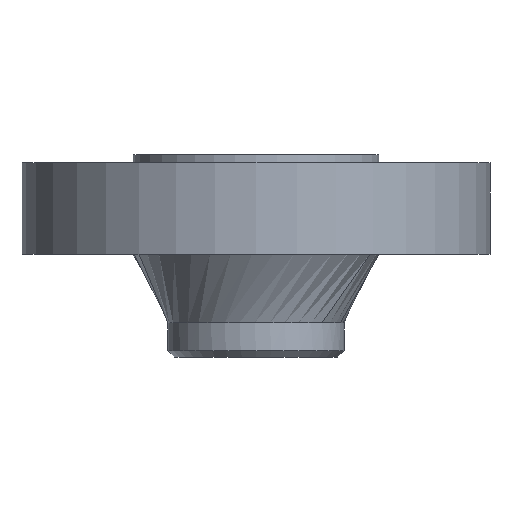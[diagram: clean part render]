
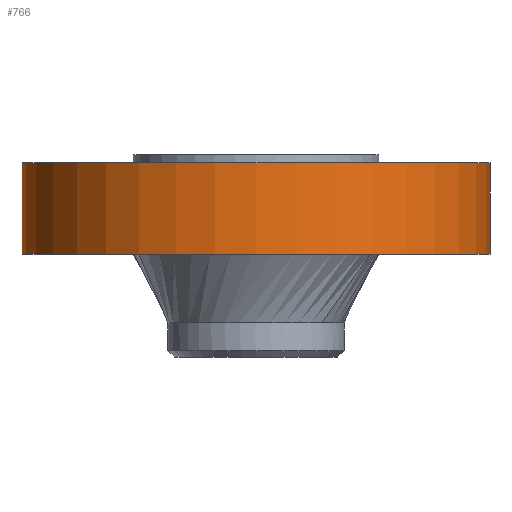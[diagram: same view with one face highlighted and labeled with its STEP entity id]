
A CAD part, front view. The second image highlights one B-rep face of the part: STEP entity #766.
In plain terms, the highlighted cylindrical face has radius 187.325 mm (diameter 374.65 mm), a partial arc.
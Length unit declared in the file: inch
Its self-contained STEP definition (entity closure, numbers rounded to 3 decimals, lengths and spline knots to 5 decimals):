
#17 = EDGE_CURVE ( 'NONE', #956, #59, #470, .T. ) ;
#59 = VERTEX_POINT ( 'NONE', #736 ) ;
#100 = DIRECTION ( 'NONE',  ( 1., 0., 0. ) ) ;
#105 = CARTESIAN_POINT ( 'NONE',  ( 7.375, 0., -2.88 ) ) ;
#120 = AXIS2_PLACEMENT_3D ( 'NONE', #1045, #872, #100 ) ;
#143 = VECTOR ( 'NONE', #890, 39.37008 ) ;
#166 = CARTESIAN_POINT ( 'NONE',  ( 7.375, 0., 0. ) ) ;
#239 = EDGE_CURVE ( 'NONE', #498, #629, #1017, .T. ) ;
#256 = FACE_OUTER_BOUND ( 'NONE', #823, .T. ) ;
#258 = DIRECTION ( 'NONE',  ( 0., 0., 1. ) ) ;
#279 = CIRCLE ( 'NONE', #120, 7.375 ) ;
#312 = CARTESIAN_POINT ( 'NONE',  ( 0., 0., -2.88 ) ) ;
#319 = CARTESIAN_POINT ( 'NONE',  ( -7.375, 0., -2.88 ) ) ;
#331 = AXIS2_PLACEMENT_3D ( 'NONE', #312, #580, #838 ) ;
#344 = CIRCLE ( 'NONE', #331, 7.375 ) ;
#470 = LINE ( 'NONE', #743, #143 ) ;
#498 = VERTEX_POINT ( 'NONE', #105 ) ;
#517 = EDGE_CURVE ( 'NONE', #59, #629, #279, .T. ) ;
#547 = DIRECTION ( 'NONE',  ( 0., 0., 1. ) ) ;
#580 = DIRECTION ( 'NONE',  ( 0., 0., -1. ) ) ;
#589 = ORIENTED_EDGE ( 'NONE', *, *, #239, .T. ) ;
#629 = VERTEX_POINT ( 'NONE', #166 ) ;
#635 = DIRECTION ( 'NONE',  ( 1., 0., 0. ) ) ;
#637 = ORIENTED_EDGE ( 'NONE', *, *, #517, .F. ) ;
#655 = ORIENTED_EDGE ( 'NONE', *, *, #1079, .F. ) ;
#697 = CYLINDRICAL_SURFACE ( 'NONE', #849, 7.375 ) ;
#716 = CARTESIAN_POINT ( 'NONE',  ( 0., 0., -23.73965 ) ) ;
#730 = VECTOR ( 'NONE', #258, 39.37008 ) ;
#736 = CARTESIAN_POINT ( 'NONE',  ( -7.375, 0., 0. ) ) ;
#743 = CARTESIAN_POINT ( 'NONE',  ( -7.375, 0., -23.73965 ) ) ;
#752 = CARTESIAN_POINT ( 'NONE',  ( 7.375, 0., -23.73965 ) ) ;
#766 = ADVANCED_FACE ( 'NONE', ( #256 ), #697, .T. ) ;
#823 = EDGE_LOOP ( 'NONE', ( #966, #655, #589, #637 ) ) ;
#838 = DIRECTION ( 'NONE',  ( 1., 0., 0. ) ) ;
#849 = AXIS2_PLACEMENT_3D ( 'NONE', #716, #547, #635 ) ;
#872 = DIRECTION ( 'NONE',  ( 0., 0., 1. ) ) ;
#890 = DIRECTION ( 'NONE',  ( 0., 0., 1. ) ) ;
#956 = VERTEX_POINT ( 'NONE', #319 ) ;
#966 = ORIENTED_EDGE ( 'NONE', *, *, #17, .F. ) ;
#1017 = LINE ( 'NONE', #752, #730 ) ;
#1045 = CARTESIAN_POINT ( 'NONE',  ( 0., 0., 0. ) ) ;
#1079 = EDGE_CURVE ( 'NONE', #498, #956, #344, .T. ) ;
